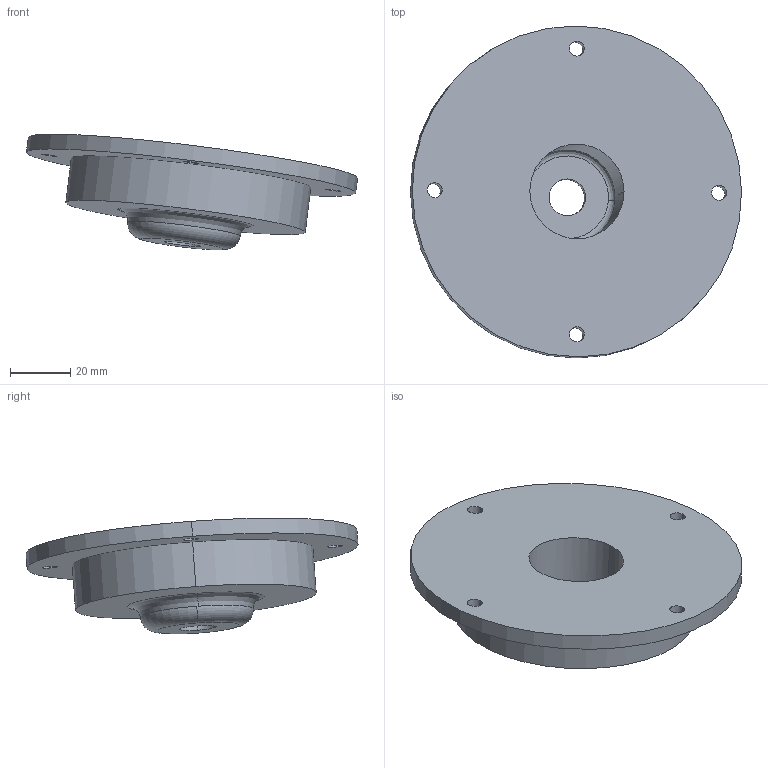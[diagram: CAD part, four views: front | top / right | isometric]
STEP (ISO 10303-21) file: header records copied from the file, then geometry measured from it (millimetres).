
FILE_DESCRIPTION (( 'STEP AP203' ), '1' );
FILE_NAME ('COUPELLE G.STEP', '2021-03-28T14:01:54', ( 'samfly' ), ( '' ), 'SwSTEP 2.0', 'SolidWorks 2018', '' );
FILE_SCHEMA (( 'CONFIG_CONTROL_DESIGN' ));
Length unit declared in the file: millimetre
Products named in the file (1): COUPELLE G
Bounding box: 109.78 x 110.07 x 38.44 mm (x, y, z)
Volume: 111748.3 mm3; surface area: 27602.2 mm2
Topology: 1 solids, 1 shells, 27 faces, 66 edges, 44 vertices
Faces by surface type: cylinder 16, plane 5, bspline 4, torus 2
Entity records: 1561 total; most frequent: CARTESIAN_POINT 826, DIRECTION 140, ORIENTED_EDGE 132, EDGE_CURVE 66, AXIS2_PLACEMENT_3D 62, VERTEX_POINT 44, EDGE_LOOP 40, CIRCLE 38
